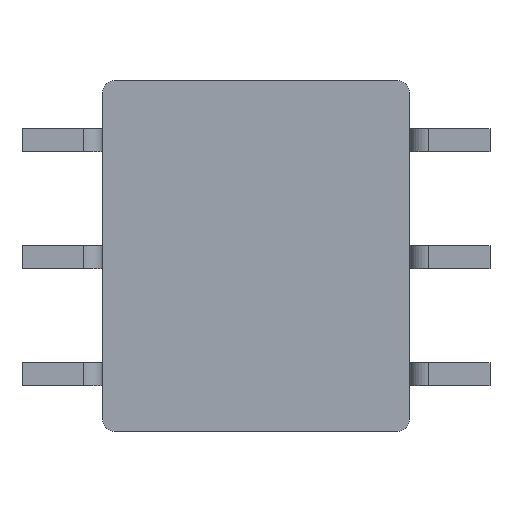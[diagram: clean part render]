
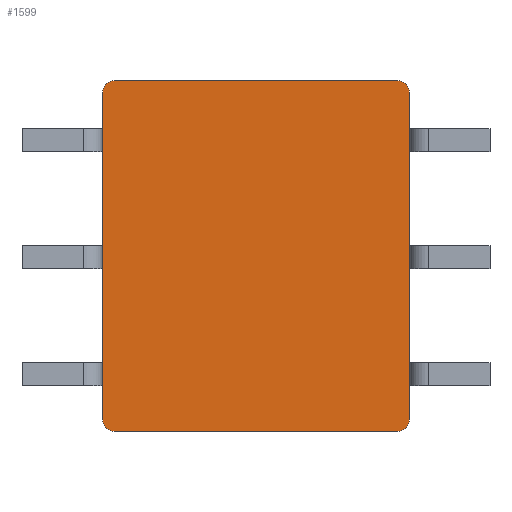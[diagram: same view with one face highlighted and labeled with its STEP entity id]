
A CAD part, front view. The second image highlights one B-rep face of the part: STEP entity #1599.
In plain terms, the highlighted planar face has unit normal (0, -1, 0).
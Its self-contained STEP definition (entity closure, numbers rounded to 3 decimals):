
#139 = DIRECTION ( 'NONE',  ( 0., 1., 0. ) ) ;
#243 = CARTESIAN_POINT ( 'NONE',  ( -4., 0., 4.27 ) ) ;
#318 = DIRECTION ( 'NONE',  ( 0., 0., -1. ) ) ;
#364 = CARTESIAN_POINT ( 'NONE',  ( -4., 0., -4.27 ) ) ;
#497 = VECTOR ( 'NONE', #12632, 1000. ) ;
#521 = CARTESIAN_POINT ( 'NONE',  ( 0., 0., 4.57 ) ) ;
#700 = VECTOR ( 'NONE', #13004, 1000. ) ;
#1550 = ORIENTED_EDGE ( 'NONE', *, *, #5896, .F. ) ;
#1599 = ADVANCED_FACE ( 'NONE', ( #9884 ), #8483, .F. ) ;
#1732 = CARTESIAN_POINT ( 'NONE',  ( -3.7, 0., -4.57 ) ) ;
#1874 = ORIENTED_EDGE ( 'NONE', *, *, #7752, .F. ) ;
#1988 = EDGE_CURVE ( 'NONE', #12832, #13329, #11349, .T. ) ;
#2073 = VECTOR ( 'NONE', #4216, 1000. ) ;
#2130 = AXIS2_PLACEMENT_3D ( 'NONE', #3974, #13259, #11177 ) ;
#2296 = CARTESIAN_POINT ( 'NONE',  ( 0., 0., 0. ) ) ;
#2393 = CARTESIAN_POINT ( 'NONE',  ( -3.7, 0., -4.27 ) ) ;
#2620 = LINE ( 'NONE', #9810, #5400 ) ;
#2681 = EDGE_CURVE ( 'NONE', #6898, #11212, #7602, .T. ) ;
#2810 = EDGE_CURVE ( 'NONE', #3242, #7617, #9363, .T. ) ;
#3073 = VERTEX_POINT ( 'NONE', #364 ) ;
#3242 = VERTEX_POINT ( 'NONE', #243 ) ;
#3929 = LINE ( 'NONE', #521, #700 ) ;
#3974 = CARTESIAN_POINT ( 'NONE',  ( 3.7, 0., -4.27 ) ) ;
#4116 = DIRECTION ( 'NONE',  ( 0., 1., 0. ) ) ;
#4216 = DIRECTION ( 'NONE',  ( -1., 0., 0. ) ) ;
#4252 = AXIS2_PLACEMENT_3D ( 'NONE', #2296, #139, #12696 ) ;
#4428 = EDGE_CURVE ( 'NONE', #11212, #3073, #8203, .T. ) ;
#4614 = ORIENTED_EDGE ( 'NONE', *, *, #2681, .F. ) ;
#4752 = CARTESIAN_POINT ( 'NONE',  ( 3.7, 0., -4.57 ) ) ;
#4933 = CARTESIAN_POINT ( 'NONE',  ( 3.7, 0., 4.27 ) ) ;
#5199 = DIRECTION ( 'NONE',  ( 0., 0., -1. ) ) ;
#5341 = CARTESIAN_POINT ( 'NONE',  ( -4., 0., 0. ) ) ;
#5400 = VECTOR ( 'NONE', #318, 1000. ) ;
#5415 = CIRCLE ( 'NONE', #2130, 0.3 ) ;
#5590 = EDGE_LOOP ( 'NONE', ( #9141, #1550, #10594, #1874, #9311, #9224, #7427, #4614 ) ) ;
#5896 = EDGE_CURVE ( 'NONE', #13329, #6296, #2620, .T. ) ;
#6296 = VERTEX_POINT ( 'NONE', #12659 ) ;
#6602 = AXIS2_PLACEMENT_3D ( 'NONE', #2393, #10553, #7495 ) ;
#6898 = VERTEX_POINT ( 'NONE', #4752 ) ;
#7427 = ORIENTED_EDGE ( 'NONE', *, *, #4428, .F. ) ;
#7495 = DIRECTION ( 'NONE',  ( 0., 0., -1. ) ) ;
#7602 = LINE ( 'NONE', #8168, #2073 ) ;
#7617 = VERTEX_POINT ( 'NONE', #11749 ) ;
#7752 = EDGE_CURVE ( 'NONE', #7617, #12832, #3929, .T. ) ;
#8067 = CARTESIAN_POINT ( 'NONE',  ( 4., 0., 4.27 ) ) ;
#8168 = CARTESIAN_POINT ( 'NONE',  ( 0., 0., -4.57 ) ) ;
#8203 = CIRCLE ( 'NONE', #6602, 0.3 ) ;
#8319 = LINE ( 'NONE', #5341, #497 ) ;
#8483 = PLANE ( 'NONE',  #4252 ) ;
#9141 = ORIENTED_EDGE ( 'NONE', *, *, #12362, .F. ) ;
#9224 = ORIENTED_EDGE ( 'NONE', *, *, #12828, .F. ) ;
#9311 = ORIENTED_EDGE ( 'NONE', *, *, #2810, .F. ) ;
#9363 = CIRCLE ( 'NONE', #12494, 0.3 ) ;
#9810 = CARTESIAN_POINT ( 'NONE',  ( 4., 0., 0. ) ) ;
#9884 = FACE_OUTER_BOUND ( 'NONE', #5590, .T. ) ;
#10553 = DIRECTION ( 'NONE',  ( 0., 1., 0. ) ) ;
#10594 = ORIENTED_EDGE ( 'NONE', *, *, #1988, .F. ) ;
#11177 = DIRECTION ( 'NONE',  ( 0., 0., -1. ) ) ;
#11212 = VERTEX_POINT ( 'NONE', #1732 ) ;
#11349 = CIRCLE ( 'NONE', #12976, 0.3 ) ;
#11418 = CARTESIAN_POINT ( 'NONE',  ( -3.7, 0., 4.27 ) ) ;
#11561 = CARTESIAN_POINT ( 'NONE',  ( 3.7, 0., 4.57 ) ) ;
#11749 = CARTESIAN_POINT ( 'NONE',  ( -3.7, 0., 4.57 ) ) ;
#12230 = DIRECTION ( 'NONE',  ( 0., 1., 0. ) ) ;
#12278 = DIRECTION ( 'NONE',  ( 0., 0., -1. ) ) ;
#12362 = EDGE_CURVE ( 'NONE', #6296, #6898, #5415, .T. ) ;
#12494 = AXIS2_PLACEMENT_3D ( 'NONE', #11418, #4116, #5199 ) ;
#12632 = DIRECTION ( 'NONE',  ( 0., 0., 1. ) ) ;
#12659 = CARTESIAN_POINT ( 'NONE',  ( 4., 0., -4.27 ) ) ;
#12696 = DIRECTION ( 'NONE',  ( 0., 0., 1. ) ) ;
#12828 = EDGE_CURVE ( 'NONE', #3073, #3242, #8319, .T. ) ;
#12832 = VERTEX_POINT ( 'NONE', #11561 ) ;
#12976 = AXIS2_PLACEMENT_3D ( 'NONE', #4933, #12230, #12278 ) ;
#13004 = DIRECTION ( 'NONE',  ( 1., 0., 0. ) ) ;
#13259 = DIRECTION ( 'NONE',  ( 0., 1., 0. ) ) ;
#13329 = VERTEX_POINT ( 'NONE', #8067 ) ;
